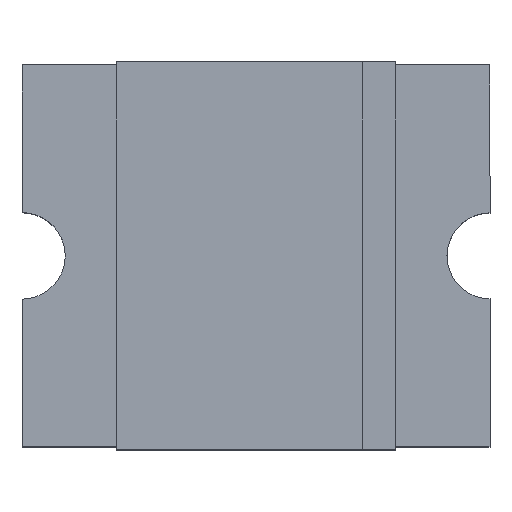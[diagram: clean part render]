
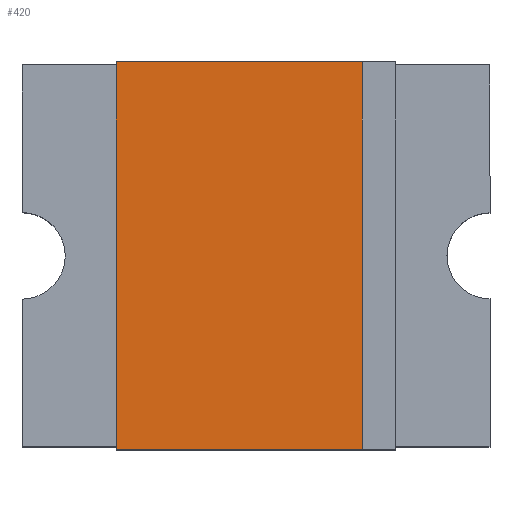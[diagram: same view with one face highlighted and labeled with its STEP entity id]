
A CAD part, top view. The second image highlights one B-rep face of the part: STEP entity #420.
In plain terms, the highlighted planar face has unit normal (0, 0, 1).
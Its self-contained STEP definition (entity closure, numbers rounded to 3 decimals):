
#66 = VERTEX_POINT ( 'NONE', #623 ) ;
#68 = EDGE_CURVE ( 'NONE', #66, #177, #622, .T. ) ;
#78 = VERTEX_POINT ( 'NONE', #610 ) ;
#79 = EDGE_CURVE ( 'NONE', #180, #78, #609, .T. ) ;
#177 = VERTEX_POINT ( 'NONE', #827 ) ;
#179 = EDGE_CURVE ( 'NONE', #180, #177, #855, .T. ) ;
#180 = VERTEX_POINT ( 'NONE', #851 ) ;
#420 = ADVANCED_FACE ( 'NONE', ( #963 ), #1074, .F. ) ;
#421 = EDGE_LOOP ( 'NONE', ( #422, #423, #425, #426 ) ) ;
#422 = ORIENTED_EDGE ( 'NONE', *, *, #68, .F. ) ;
#423 = ORIENTED_EDGE ( 'NONE', *, *, #424, .F. ) ;
#424 = EDGE_CURVE ( 'NONE', #78, #66, #1073, .T. ) ;
#425 = ORIENTED_EDGE ( 'NONE', *, *, #79, .F. ) ;
#426 = ORIENTED_EDGE ( 'NONE', *, *, #179, .T. ) ;
#606 = DIRECTION ( 'NONE',  ( 1., 0., 0. ) ) ;
#607 = VECTOR ( 'NONE', #606, 1000. ) ;
#608 = CARTESIAN_POINT ( 'NONE',  ( -1.625, 2.255, 2.035 ) ) ;
#609 = LINE ( 'NONE', #608, #607 ) ;
#610 = CARTESIAN_POINT ( 'NONE',  ( 1.237, 2.255, 2.035 ) ) ;
#619 = DIRECTION ( 'NONE',  ( -1., 0., 0. ) ) ;
#620 = VECTOR ( 'NONE', #619, 1000. ) ;
#621 = CARTESIAN_POINT ( 'NONE',  ( -1.625, -2.255, 2.035 ) ) ;
#622 = LINE ( 'NONE', #621, #620 ) ;
#623 = CARTESIAN_POINT ( 'NONE',  ( 1.237, -2.255, 2.035 ) ) ;
#827 = CARTESIAN_POINT ( 'NONE',  ( -1.625, -2.255, 2.035 ) ) ;
#851 = CARTESIAN_POINT ( 'NONE',  ( -1.625, 2.255, 2.035 ) ) ;
#852 = DIRECTION ( 'NONE',  ( 0., -1., 0. ) ) ;
#853 = VECTOR ( 'NONE', #852, 1000. ) ;
#854 = CARTESIAN_POINT ( 'NONE',  ( -1.625, 2.22, 2.035 ) ) ;
#855 = LINE ( 'NONE', #854, #853 ) ;
#963 = FACE_OUTER_BOUND ( 'NONE', #421, .T. ) ;
#1065 = DIRECTION ( 'NONE',  ( 0., -1., 0. ) ) ;
#1066 = VECTOR ( 'NONE', #1065, 1000. ) ;
#1067 = CARTESIAN_POINT ( 'NONE',  ( 1.237, 2.255, 2.035 ) ) ;
#1069 = DIRECTION ( 'NONE',  ( -1., 0., 0. ) ) ;
#1070 = DIRECTION ( 'NONE',  ( 0., 0., -1. ) ) ;
#1071 = CARTESIAN_POINT ( 'NONE',  ( 1.625, 2.22, 2.035 ) ) ;
#1072 = AXIS2_PLACEMENT_3D ( 'NONE', #1071, #1070, #1069 ) ;
#1073 = LINE ( 'NONE', #1067, #1066 ) ;
#1074 = PLANE ( 'NONE',  #1072 ) ;
